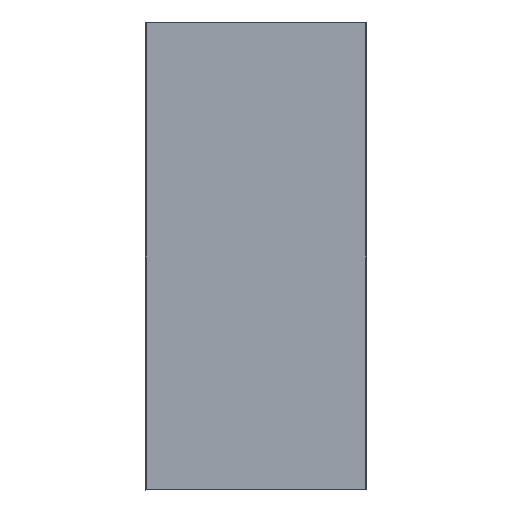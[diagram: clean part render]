
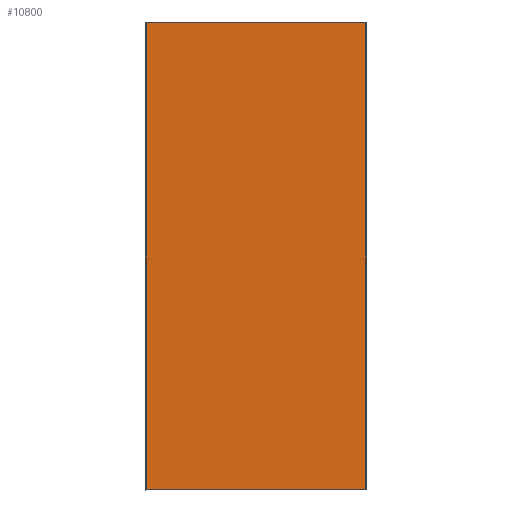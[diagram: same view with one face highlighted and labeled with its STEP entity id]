
A CAD part, top view. The second image highlights one B-rep face of the part: STEP entity #10800.
In plain terms, the highlighted planar face has unit normal (0, 0, 1).
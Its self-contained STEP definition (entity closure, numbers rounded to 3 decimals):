
#169=DIRECTION('',(1.,0.,0.));
#170=VECTOR('',#169,572.229);
#171=CARTESIAN_POINT('',(-286.115,-609.115,0.));
#172=LINE('',#171,#170);
#176=DIRECTION('',(0.,-1.,0.));
#177=VECTOR('',#176,1218.229);
#178=CARTESIAN_POINT('',(-286.115,609.115,0.));
#179=LINE('',#178,#177);
#183=DIRECTION('',(-1.,0.,0.));
#184=VECTOR('',#183,572.229);
#185=CARTESIAN_POINT('',(286.115,609.115,0.));
#186=LINE('',#185,#184);
#190=DIRECTION('',(0.,1.,0.));
#191=VECTOR('',#190,1218.229);
#192=CARTESIAN_POINT('',(286.115,-609.115,0.));
#193=LINE('',#192,#191);
#302=CARTESIAN_POINT('',(-286.115,-609.115,0.));
#420=CARTESIAN_POINT('',(286.115,-609.115,0.));
#538=CARTESIAN_POINT('',(286.115,609.115,0.));
#601=CARTESIAN_POINT('',(-286.115,609.115,0.));
#10038=VERTEX_POINT('',#601);
#10041=VERTEX_POINT('',#538);
#10044=VERTEX_POINT('',#420);
#10047=VERTEX_POINT('',#302);
#10785=CARTESIAN_POINT('',(0.,0.,0.));
#10786=DIRECTION('',(0.,0.,1.));
#10787=DIRECTION('',(1.,0.,0.));
#10788=AXIS2_PLACEMENT_3D('',#10785,#10786,#10787);
#10789=PLANE('',#10788);
#10791=ORIENTED_EDGE('',*,*,#10790,.F.);
#10793=ORIENTED_EDGE('',*,*,#10792,.F.);
#10795=ORIENTED_EDGE('',*,*,#10794,.F.);
#10797=ORIENTED_EDGE('',*,*,#10796,.F.);
#10798=EDGE_LOOP('',(#10791,#10793,#10795,#10797));
#10799=FACE_OUTER_BOUND('',#10798,.F.);
#10790=EDGE_CURVE('',#10047,#10044,#172,.T.);
#10792=EDGE_CURVE('',#10038,#10047,#179,.T.);
#10794=EDGE_CURVE('',#10041,#10038,#186,.T.);
#10796=EDGE_CURVE('',#10044,#10041,#193,.T.);
#10800=ADVANCED_FACE('',(#10799),#10789,.T.);
